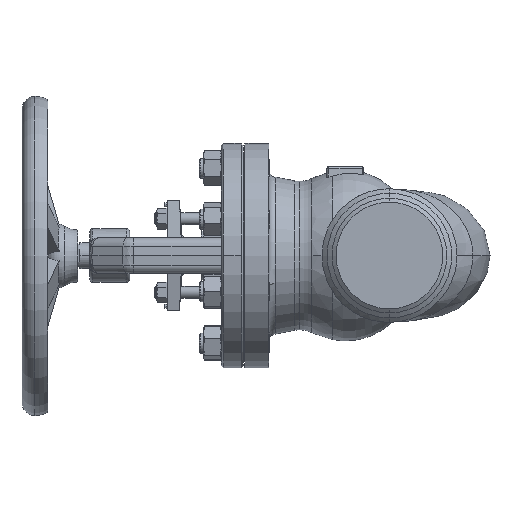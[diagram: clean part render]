
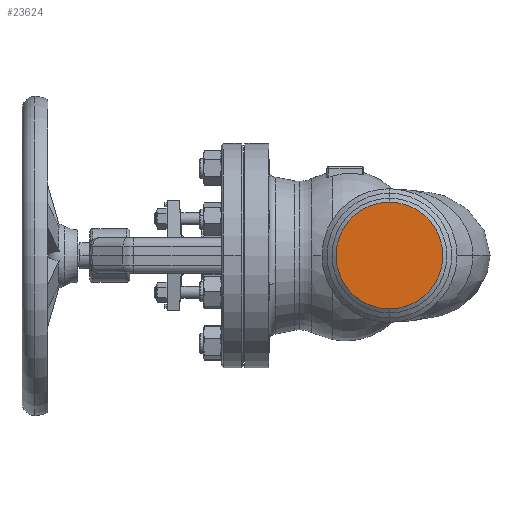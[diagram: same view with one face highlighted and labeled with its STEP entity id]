
A CAD part, left-side view. The second image highlights one B-rep face of the part: STEP entity #23624.
In plain terms, the highlighted planar face has unit normal (-1, 0, 0).
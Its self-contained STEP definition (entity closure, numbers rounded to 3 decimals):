
#438 = DIRECTION ( 'NONE',  ( 1., 0., 0. ) ) ;
#4734 = VERTEX_POINT ( 'NONE', #21049 ) ;
#8287 = CARTESIAN_POINT ( 'NONE',  ( -175., 0., 0. ) ) ;
#8819 = DIRECTION ( 'NONE',  ( 1., 0., 0. ) ) ;
#13728 = DIRECTION ( 'NONE',  ( 1., 0., 0. ) ) ;
#14974 = ORIENTED_EDGE ( 'NONE', *, *, #23046, .F. ) ;
#16065 = ORIENTED_EDGE ( 'NONE', *, *, #31441, .F. ) ;
#16628 = CARTESIAN_POINT ( 'NONE',  ( -175., 0., 0. ) ) ;
#17273 = EDGE_LOOP ( 'NONE', ( #14974, #16065 ) ) ;
#18494 = AXIS2_PLACEMENT_3D ( 'NONE', #16628, #438, #19352 ) ;
#18751 = CIRCLE ( 'NONE', #18494, 53.5 ) ;
#19338 = CIRCLE ( 'NONE', #33710, 53.5 ) ;
#19352 = DIRECTION ( 'NONE',  ( 0., 0., -1. ) ) ;
#21049 = CARTESIAN_POINT ( 'NONE',  ( -175., 0., 53.5 ) ) ;
#23046 = EDGE_CURVE ( 'NONE', #33890, #4734, #19338, .T. ) ;
#23624 = ADVANCED_FACE ( 'NONE', ( #26024 ), #27084, .F. ) ;
#25001 = CARTESIAN_POINT ( 'NONE',  ( -175., 0., 0. ) ) ;
#25629 = CARTESIAN_POINT ( 'NONE',  ( -175., 0., -53.5 ) ) ;
#26024 = FACE_OUTER_BOUND ( 'NONE', #17273, .T. ) ;
#27084 = PLANE ( 'NONE',  #29882 ) ;
#27715 = DIRECTION ( 'NONE',  ( 0., 0., -1. ) ) ;
#29882 = AXIS2_PLACEMENT_3D ( 'NONE', #8287, #13728, #32652 ) ;
#31441 = EDGE_CURVE ( 'NONE', #4734, #33890, #18751, .T. ) ;
#32652 = DIRECTION ( 'NONE',  ( 0., 0., -1. ) ) ;
#33710 = AXIS2_PLACEMENT_3D ( 'NONE', #25001, #8819, #27715 ) ;
#33890 = VERTEX_POINT ( 'NONE', #25629 ) ;
